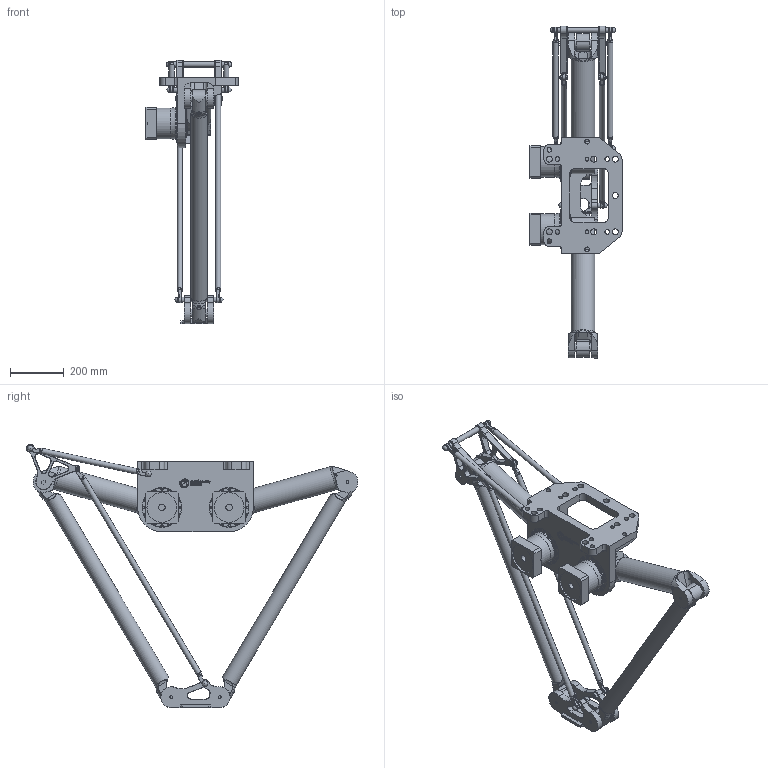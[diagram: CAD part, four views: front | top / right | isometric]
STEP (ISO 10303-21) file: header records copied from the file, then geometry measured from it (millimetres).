
FILE_DESCRIPTION(/* description */ (''),/* implementation_level */ '2;1');
FILE_NAME(/* name */ '3D-model_A_00903.stp',/* time_stamp */ '2022-02-19T11:58:40+01:00',/* author */ ('michael.schutter'),/* organization */ ('Majatronic'),/* preprocessor_version */ 'ST-DEVELOPER v16.5',/* originating_system */ 'Autodesk Inventor 2017',/* authorisation */ '');
FILE_SCHEMA (('AUTOMOTIVE_DESIGN { 1 0 10303 214 3 1 1 }'));
Length unit declared in the file: millimetre
Products named in the file (11): MT_BGR00020663MT_BGR; MT_BGR00020908MT_BGR; MT_WST00065198MT_WST; MT_WST00055121MT_WST; MT_WST00061011MT_WST; MT_WST00061012MT_WST; MT_WST00061013MT_WST; MT_WST00065199MT_WST; MT_WST00060925MT_WST; MT_WST00061015MT_WST; MT_WST00061014MT_WST
Assembly tree (14 placements, depth 3):
  MT_BGR00020663MT_BGR
    MT_BGR00020908MT_BGR
      MT_WST00065198MT_WST
      MT_WST00055121MT_WST  x2
    MT_WST00061011MT_WST
    MT_WST00061012MT_WST
    MT_WST00061013MT_WST  x2
    MT_WST00065199MT_WST
    MT_WST00060925MT_WST
    MT_WST00061014MT_WST  x2
    MT_WST00061015MT_WST  x2
Bounding box: 342 x 1233.79 x 978.58 mm (x, y, z)
Volume: 22689824.2 mm3; surface area: 1908873.5 mm2
Topology: 14 solids, 15 shells, 1999 faces, 4646 edges, 2950 vertices
Faces by surface type: plane 944, cylinder 646, cone 301, torus 78, bspline 24, sphere 6
Full cylindrical faces by diameter (mm): 4.134 x32, 4.917 x12, 5 x32, 6 x1, 6.647 x6, 8 x2, 8.2 x24, 8.5 x32, 10 x36, 10.106 x1, 12 x5, 13 x24, 15 x4, 17.294 x8, 18 x16, 19.8 x8, 20 x26, 22 x7, 24 x2, 25 x2, 32 x8, 40 x2, 45 x1, 60 x2, 80 x4, 85 x2, 88 x2, 110 x4, 111 x2, 115 x2
Entity records: 49115 total; most frequent: CARTESIAN_POINT 12247, DIRECTION 7756, ORIENTED_EDGE 6750, EDGE_CURVE 3374, AXIS2_PLACEMENT_3D 2920, VERTEX_POINT 2329, EDGE_LOOP 2183, LINE 1916
